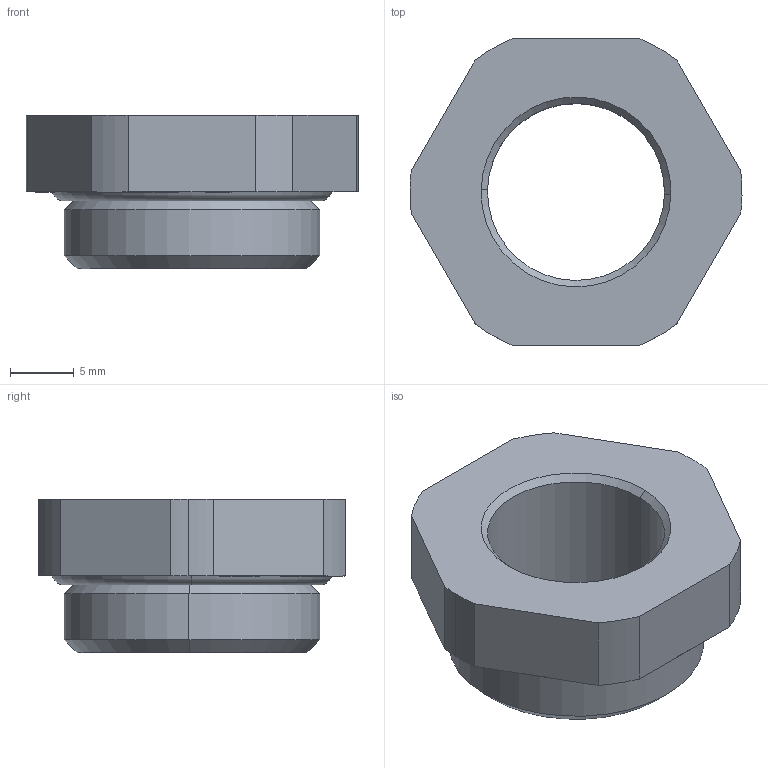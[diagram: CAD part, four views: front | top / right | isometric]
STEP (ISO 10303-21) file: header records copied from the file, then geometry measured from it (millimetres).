
FILE_DESCRIPTION(('CATIA V5 STEP Exchange','CAx-IF Rec.Pracs.--- Model Styling and Organization---1.4--- 2014-01-23'),'2;1');
FILE_NAME ('028060-3_0_1950270000_1950270000.stp','2020-11-12T05:28:56+00:00',('none'),('Weidmueller'),'CATIA Version 5-6 Release 2016 SP3 HF44','CATIA V5 STEP AP214','none');
FILE_SCHEMA(('AUTOMOTIVE_DESIGN { 1 0 10303 214 1 1 1 1 }'));
Length unit declared in the file: millimetre
Products named in the file (1): 1950270000
Bounding box: 25.99 x 24 x 12 mm (x, y, z)
Volume: 2944 mm3; surface area: 2550.3 mm2
Topology: 2 solids, 2 shells, 44 faces, 102 edges, 60 vertices
Faces by surface type: cylinder 14, plane 14, cone 10, torus 6
Entity records: 1120 total; most frequent: ORIENTED_EDGE 204, CARTESIAN_POINT 185, DIRECTION 146, EDGE_CURVE 102, AXIS2_PLACEMENT_3D 77, VERTEX_POINT 60, CIRCLE 54, VECTOR 48
